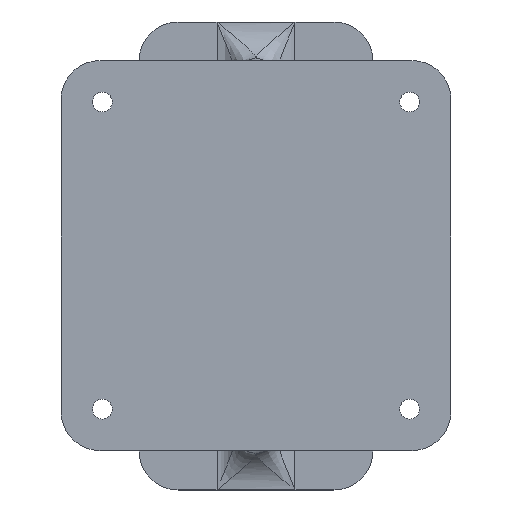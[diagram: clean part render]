
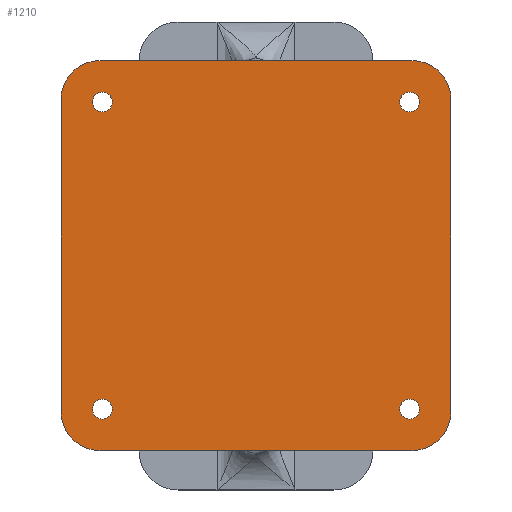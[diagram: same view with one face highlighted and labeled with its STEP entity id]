
A CAD part, top view. The second image highlights one B-rep face of the part: STEP entity #1210.
In plain terms, the highlighted planar face has unit normal (0, 0, 1).
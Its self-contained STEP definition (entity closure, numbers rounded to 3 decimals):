
#43=FACE_BOUND('',#435,.T.);
#44=FACE_BOUND('',#436,.T.);
#45=FACE_BOUND('',#437,.T.);
#46=FACE_BOUND('',#438,.T.);
#70=PLANE('',#1380);
#83=LINE('',#2040,#155);
#88=LINE('',#2053,#160);
#92=LINE('',#2065,#164);
#104=LINE('',#2313,#176);
#155=VECTOR('',#1447,10.);
#160=VECTOR('',#1460,10.);
#164=VECTOR('',#1472,10.);
#176=VECTOR('',#1554,10.);
#338=FACE_OUTER_BOUND('',#434,.T.);
#434=EDGE_LOOP('',(#1119,#1120,#1121,#1122,#1123,#1124,#1125,#1126));
#435=EDGE_LOOP('',(#1127));
#436=EDGE_LOOP('',(#1128));
#437=EDGE_LOOP('',(#1129));
#438=EDGE_LOOP('',(#1130));
#466=CIRCLE('',#1254,10.);
#467=CIRCLE('',#1257,10.);
#491=CIRCLE('',#1293,10.);
#492=CIRCLE('',#1296,10.);
#529=CIRCLE('',#1373,2.55);
#530=CIRCLE('',#1375,2.55);
#531=CIRCLE('',#1377,2.55);
#532=CIRCLE('',#1379,2.55);
#556=VERTEX_POINT('',#2037);
#557=VERTEX_POINT('',#2039);
#560=VERTEX_POINT('',#2047);
#561=VERTEX_POINT('',#2051);
#562=VERTEX_POINT('',#2055);
#565=VERTEX_POINT('',#2063);
#583=VERTEX_POINT('',#2307);
#584=VERTEX_POINT('',#2311);
#629=VERTEX_POINT('',#2474);
#630=VERTEX_POINT('',#2478);
#631=VERTEX_POINT('',#2482);
#632=VERTEX_POINT('',#2486);
#664=EDGE_CURVE('',#556,#557,#83,.T.);
#669=EDGE_CURVE('',#556,#560,#466,.T.);
#671=EDGE_CURVE('',#561,#560,#88,.T.);
#673=EDGE_CURVE('',#561,#562,#467,.T.);
#677=EDGE_CURVE('',#565,#562,#92,.T.);
#713=EDGE_CURVE('',#565,#583,#491,.T.);
#715=EDGE_CURVE('',#584,#583,#104,.T.);
#716=EDGE_CURVE('',#584,#557,#492,.T.);
#792=EDGE_CURVE('',#629,#629,#529,.T.);
#794=EDGE_CURVE('',#630,#630,#530,.T.);
#796=EDGE_CURVE('',#631,#631,#531,.T.);
#798=EDGE_CURVE('',#632,#632,#532,.T.);
#1119=ORIENTED_EDGE('',*,*,#713,.T.);
#1120=ORIENTED_EDGE('',*,*,#715,.F.);
#1121=ORIENTED_EDGE('',*,*,#716,.T.);
#1122=ORIENTED_EDGE('',*,*,#664,.F.);
#1123=ORIENTED_EDGE('',*,*,#669,.T.);
#1124=ORIENTED_EDGE('',*,*,#671,.F.);
#1125=ORIENTED_EDGE('',*,*,#673,.T.);
#1126=ORIENTED_EDGE('',*,*,#677,.F.);
#1127=ORIENTED_EDGE('',*,*,#798,.T.);
#1128=ORIENTED_EDGE('',*,*,#796,.T.);
#1129=ORIENTED_EDGE('',*,*,#794,.T.);
#1130=ORIENTED_EDGE('',*,*,#792,.T.);
#1210=ADVANCED_FACE('',(#338,#43,#44,#45,#46),#70,.T.);
#1254=AXIS2_PLACEMENT_3D('',#2049,#1455,#1456);
#1257=AXIS2_PLACEMENT_3D('',#2057,#1464,#1465);
#1293=AXIS2_PLACEMENT_3D('',#2309,#1549,#1550);
#1296=AXIS2_PLACEMENT_3D('',#2315,#1557,#1558);
#1373=AXIS2_PLACEMENT_3D('',#2476,#1750,#1751);
#1375=AXIS2_PLACEMENT_3D('',#2480,#1755,#1756);
#1377=AXIS2_PLACEMENT_3D('',#2484,#1760,#1761);
#1379=AXIS2_PLACEMENT_3D('',#2488,#1765,#1766);
#1380=AXIS2_PLACEMENT_3D('',#2489,#1767,#1768);
#1447=DIRECTION('',(-1.,0.,0.));
#1455=DIRECTION('center_axis',(0.,0.,1.));
#1456=DIRECTION('ref_axis',(0.,-1.,0.));
#1460=DIRECTION('',(0.,-1.,0.));
#1464=DIRECTION('center_axis',(0.,0.,1.));
#1465=DIRECTION('ref_axis',(1.,0.,0.));
#1472=DIRECTION('',(1.,0.,0.));
#1549=DIRECTION('center_axis',(0.,0.,1.));
#1550=DIRECTION('ref_axis',(0.,1.,0.));
#1554=DIRECTION('',(0.,1.,0.));
#1557=DIRECTION('center_axis',(0.,0.,1.));
#1558=DIRECTION('ref_axis',(-1.,0.,0.));
#1750=DIRECTION('center_axis',(0.,0.,-1.));
#1751=DIRECTION('ref_axis',(-1.,0.,0.));
#1755=DIRECTION('center_axis',(0.,0.,-1.));
#1756=DIRECTION('ref_axis',(-1.,0.,0.));
#1760=DIRECTION('center_axis',(0.,0.,-1.));
#1761=DIRECTION('ref_axis',(-1.,0.,0.));
#1765=DIRECTION('center_axis',(0.,0.,-1.));
#1766=DIRECTION('ref_axis',(-1.,0.,0.));
#1767=DIRECTION('center_axis',(0.,0.,1.));
#1768=DIRECTION('ref_axis',(-1.,0.,0.));
#2037=CARTESIAN_POINT('',(40.,-50.,-63.));
#2039=CARTESIAN_POINT('',(-40.,-50.,-63.));
#2040=CARTESIAN_POINT('',(50.,-50.,-63.));
#2047=CARTESIAN_POINT('',(50.,-40.,-63.));
#2049=CARTESIAN_POINT('Origin',(40.,-40.,-63.));
#2051=CARTESIAN_POINT('',(50.,40.,-63.));
#2053=CARTESIAN_POINT('',(50.,50.,-63.));
#2055=CARTESIAN_POINT('',(40.,50.,-63.));
#2057=CARTESIAN_POINT('Origin',(40.,40.,-63.));
#2063=CARTESIAN_POINT('',(-40.,50.,-63.));
#2065=CARTESIAN_POINT('',(-50.,50.,-63.));
#2307=CARTESIAN_POINT('',(-50.,40.,-63.));
#2309=CARTESIAN_POINT('Origin',(-40.,40.,-63.));
#2311=CARTESIAN_POINT('',(-50.,-40.,-63.));
#2313=CARTESIAN_POINT('',(-50.,-50.,-63.));
#2315=CARTESIAN_POINT('Origin',(-40.,-40.,-63.));
#2474=CARTESIAN_POINT('',(41.943,39.393,-63.));
#2476=CARTESIAN_POINT('Origin',(39.393,39.393,-63.));
#2478=CARTESIAN_POINT('',(-36.843,-39.393,-63.));
#2480=CARTESIAN_POINT('Origin',(-39.393,-39.393,-63.));
#2482=CARTESIAN_POINT('',(41.943,-39.393,-63.));
#2484=CARTESIAN_POINT('Origin',(39.393,-39.393,-63.));
#2486=CARTESIAN_POINT('',(-36.843,39.393,-63.));
#2488=CARTESIAN_POINT('Origin',(-39.393,39.393,-63.));
#2489=CARTESIAN_POINT('Origin',(0.,0.,-63.));
